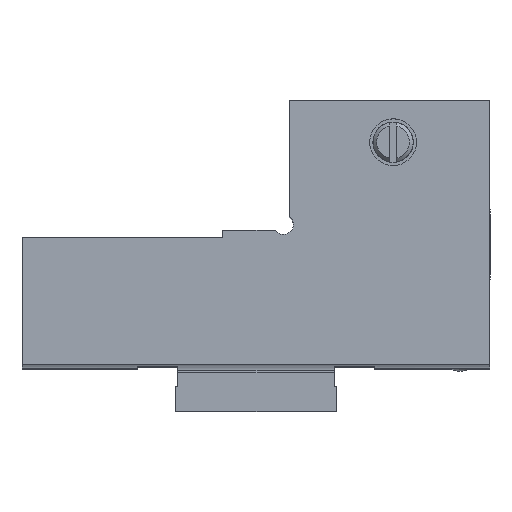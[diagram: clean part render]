
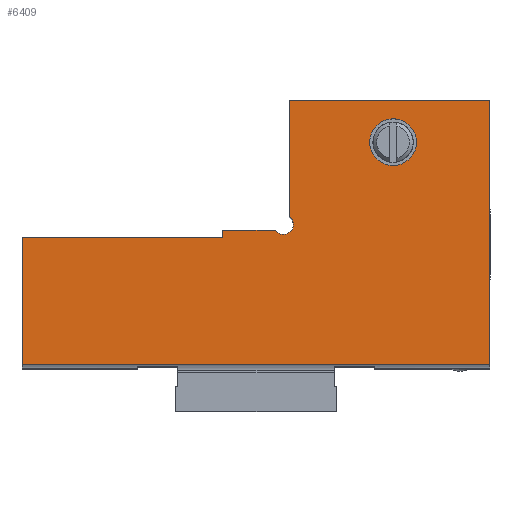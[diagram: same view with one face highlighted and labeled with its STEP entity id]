
A CAD part, top view. The second image highlights one B-rep face of the part: STEP entity #6409.
In plain terms, the highlighted planar face has unit normal (0, 0, 1).
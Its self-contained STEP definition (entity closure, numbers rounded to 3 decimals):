
#125 = CARTESIAN_POINT ( 'NONE',  ( -5., 26., 62.2 ) ) ;
#197 = VERTEX_POINT ( 'NONE', #6779 ) ;
#338 = CIRCLE ( 'NONE', #688, 1.5 ) ;
#383 = CARTESIAN_POINT ( 'NONE',  ( 20.5, 40.2, 62.2 ) ) ;
#396 = VECTOR ( 'NONE', #2442, 1000. ) ;
#408 = ORIENTED_EDGE ( 'NONE', *, *, #3146, .T. ) ;
#434 = DIRECTION ( 'NONE',  ( 0., 1., 0. ) ) ;
#479 = PLANE ( 'NONE',  #4870 ) ;
#637 = AXIS2_PLACEMENT_3D ( 'NONE', #2967, #1756, #1727 ) ;
#661 = CARTESIAN_POINT ( 'NONE',  ( 5., 46.5, 62.2 ) ) ;
#686 = ORIENTED_EDGE ( 'NONE', *, *, #3834, .T. ) ;
#688 = AXIS2_PLACEMENT_3D ( 'NONE', #7155, #5677, #5861 ) ;
#764 = EDGE_CURVE ( 'NONE', #1613, #2227, #990, .T. ) ;
#777 = VECTOR ( 'NONE', #4728, 1000. ) ;
#828 = CARTESIAN_POINT ( 'NONE',  ( 2.879, 27., 62.2 ) ) ;
#854 = LINE ( 'NONE', #6474, #2380 ) ;
#990 = LINE ( 'NONE', #7552, #3911 ) ;
#1009 = DIRECTION ( 'NONE',  ( 0., 0., -1. ) ) ;
#1253 = LINE ( 'NONE', #5500, #2211 ) ;
#1293 = AXIS2_PLACEMENT_3D ( 'NONE', #383, #1009, #4559 ) ;
#1337 = VERTEX_POINT ( 'NONE', #3871 ) ;
#1426 = VERTEX_POINT ( 'NONE', #5868 ) ;
#1613 = VERTEX_POINT ( 'NONE', #6765 ) ;
#1656 = CARTESIAN_POINT ( 'NONE',  ( -35., 26., 62.2 ) ) ;
#1715 = CARTESIAN_POINT ( 'NONE',  ( -35., 0., 62.2 ) ) ;
#1727 = DIRECTION ( 'NONE',  ( 1., 0., 0. ) ) ;
#1756 = DIRECTION ( 'NONE',  ( 0., 0., -1. ) ) ;
#2024 = LINE ( 'NONE', #6640, #396 ) ;
#2099 = LINE ( 'NONE', #828, #5350 ) ;
#2200 = LINE ( 'NONE', #1656, #6207 ) ;
#2211 = VECTOR ( 'NONE', #3591, 1000. ) ;
#2227 = VERTEX_POINT ( 'NONE', #125 ) ;
#2350 = EDGE_CURVE ( 'NONE', #5110, #197, #5467, .T. ) ;
#2380 = VECTOR ( 'NONE', #434, 1000. ) ;
#2442 = DIRECTION ( 'NONE',  ( -1., 0., 0. ) ) ;
#2449 = DIRECTION ( 'NONE',  ( 1., 0., 0. ) ) ;
#2470 = EDGE_CURVE ( 'NONE', #6175, #5037, #3169, .T. ) ;
#2581 = CIRCLE ( 'NONE', #1293, 3.5 ) ;
#2599 = EDGE_CURVE ( 'NONE', #7686, #3656, #6595, .T. ) ;
#2686 = ORIENTED_EDGE ( 'NONE', *, *, #5741, .T. ) ;
#2832 = ORIENTED_EDGE ( 'NONE', *, *, #3113, .T. ) ;
#2921 = CARTESIAN_POINT ( 'NONE',  ( 2.879, 27., 62.2 ) ) ;
#2930 = DIRECTION ( 'NONE',  ( 0., 0., 1. ) ) ;
#2934 = LINE ( 'NONE', #4259, #7315 ) ;
#2967 = CARTESIAN_POINT ( 'NONE',  ( 20.5, 40.2, 62.2 ) ) ;
#2974 = DIRECTION ( 'NONE',  ( 1., 0., 0. ) ) ;
#3113 = EDGE_CURVE ( 'NONE', #7363, #1613, #2024, .T. ) ;
#3146 = EDGE_CURVE ( 'NONE', #1426, #5110, #1253, .T. ) ;
#3155 = CARTESIAN_POINT ( 'NONE',  ( 4.1, 27.9, 62.2 ) ) ;
#3169 = LINE ( 'NONE', #4198, #3984 ) ;
#3266 = EDGE_CURVE ( 'NONE', #4448, #1337, #2581, .T. ) ;
#3267 = ORIENTED_EDGE ( 'NONE', *, *, #6266, .T. ) ;
#3326 = DIRECTION ( 'NONE',  ( 0., -1., 0. ) ) ;
#3381 = FACE_OUTER_BOUND ( 'NONE', #5926, .T. ) ;
#3591 = DIRECTION ( 'NONE',  ( -1., 0., 0. ) ) ;
#3656 = VERTEX_POINT ( 'NONE', #6872 ) ;
#3748 = CARTESIAN_POINT ( 'NONE',  ( 5.161, 28.961, 62.2 ) ) ;
#3796 = AXIS2_PLACEMENT_3D ( 'NONE', #3155, #7384, #2449 ) ;
#3834 = EDGE_CURVE ( 'NONE', #5829, #7363, #2099, .T. ) ;
#3871 = CARTESIAN_POINT ( 'NONE',  ( 17., 40.2, 62.2 ) ) ;
#3911 = VECTOR ( 'NONE', #3326, 1000. ) ;
#3984 = VECTOR ( 'NONE', #2974, 1000. ) ;
#4055 = CARTESIAN_POINT ( 'NONE',  ( 5., 0., 62.2 ) ) ;
#4176 = ORIENTED_EDGE ( 'NONE', *, *, #764, .T. ) ;
#4198 = CARTESIAN_POINT ( 'NONE',  ( -35., 7., 62.2 ) ) ;
#4200 = CARTESIAN_POINT ( 'NONE',  ( 3.039, 26.839, 62.2 ) ) ;
#4259 = CARTESIAN_POINT ( 'NONE',  ( -35., 0., 62.2 ) ) ;
#4316 = DIRECTION ( 'NONE',  ( 0.707, -0.707, 0. ) ) ;
#4317 = DIRECTION ( 'NONE',  ( 0., -1., 0. ) ) ;
#4448 = VERTEX_POINT ( 'NONE', #7260 ) ;
#4461 = VECTOR ( 'NONE', #4316, 1000. ) ;
#4559 = DIRECTION ( 'NONE',  ( 1., 0., 0. ) ) ;
#4561 = ORIENTED_EDGE ( 'NONE', *, *, #7297, .T. ) ;
#4662 = CARTESIAN_POINT ( 'NONE',  ( -35., 26., 62.2 ) ) ;
#4728 = DIRECTION ( 'NONE',  ( 0., -1., 0. ) ) ;
#4737 = DIRECTION ( 'NONE',  ( 1., 0., 0. ) ) ;
#4870 = AXIS2_PLACEMENT_3D ( 'NONE', #1715, #2930, #4737 ) ;
#4894 = CARTESIAN_POINT ( 'NONE',  ( 5., 29.121, 62.2 ) ) ;
#4962 = LINE ( 'NONE', #4894, #4461 ) ;
#5037 = VERTEX_POINT ( 'NONE', #6524 ) ;
#5092 = DIRECTION ( 'NONE',  ( -0.707, 0.707, 0. ) ) ;
#5093 = EDGE_CURVE ( 'NONE', #5619, #6175, #2934, .T. ) ;
#5110 = VERTEX_POINT ( 'NONE', #661 ) ;
#5312 = CARTESIAN_POINT ( 'NONE',  ( -35., 7., 62.2 ) ) ;
#5350 = VECTOR ( 'NONE', #5092, 1000. ) ;
#5397 = CIRCLE ( 'NONE', #637, 3.5 ) ;
#5467 = LINE ( 'NONE', #4055, #777 ) ;
#5500 = CARTESIAN_POINT ( 'NONE',  ( 35., 46.5, 62.2 ) ) ;
#5619 = VERTEX_POINT ( 'NONE', #4662 ) ;
#5677 = DIRECTION ( 'NONE',  ( 0., 0., -1. ) ) ;
#5741 = EDGE_CURVE ( 'NONE', #3656, #5829, #338, .T. ) ;
#5829 = VERTEX_POINT ( 'NONE', #4200 ) ;
#5861 = DIRECTION ( 'NONE',  ( 1., 0., 0. ) ) ;
#5868 = CARTESIAN_POINT ( 'NONE',  ( 35., 46.5, 62.2 ) ) ;
#5926 = EDGE_LOOP ( 'NONE', ( #7066, #6867, #6273, #6180, #408, #7028, #4561, #7254, #2686, #686, #2832, #4176 ) ) ;
#6175 = VERTEX_POINT ( 'NONE', #5312 ) ;
#6180 = ORIENTED_EDGE ( 'NONE', *, *, #7817, .T. ) ;
#6207 = VECTOR ( 'NONE', #7756, 1000. ) ;
#6266 = EDGE_CURVE ( 'NONE', #1337, #4448, #5397, .T. ) ;
#6273 = ORIENTED_EDGE ( 'NONE', *, *, #2470, .T. ) ;
#6347 = EDGE_LOOP ( 'NONE', ( #7602, #3267 ) ) ;
#6409 = ADVANCED_FACE ( 'NONE', ( #6910, #3381 ), #479, .T. ) ;
#6474 = CARTESIAN_POINT ( 'NONE',  ( 35., 7., 62.2 ) ) ;
#6524 = CARTESIAN_POINT ( 'NONE',  ( 35., 7., 62.2 ) ) ;
#6595 = CIRCLE ( 'NONE', #3796, 1.5 ) ;
#6640 = CARTESIAN_POINT ( 'NONE',  ( -35., 27., 62.2 ) ) ;
#6765 = CARTESIAN_POINT ( 'NONE',  ( -5., 27., 62.2 ) ) ;
#6779 = CARTESIAN_POINT ( 'NONE',  ( 5., 29.121, 62.2 ) ) ;
#6867 = ORIENTED_EDGE ( 'NONE', *, *, #5093, .T. ) ;
#6872 = CARTESIAN_POINT ( 'NONE',  ( 5.6, 27.9, 62.2 ) ) ;
#6910 = FACE_BOUND ( 'NONE', #6347, .T. ) ;
#7028 = ORIENTED_EDGE ( 'NONE', *, *, #2350, .T. ) ;
#7037 = EDGE_CURVE ( 'NONE', #2227, #5619, #2200, .T. ) ;
#7066 = ORIENTED_EDGE ( 'NONE', *, *, #7037, .T. ) ;
#7155 = CARTESIAN_POINT ( 'NONE',  ( 4.1, 27.9, 62.2 ) ) ;
#7254 = ORIENTED_EDGE ( 'NONE', *, *, #2599, .T. ) ;
#7260 = CARTESIAN_POINT ( 'NONE',  ( 24., 40.2, 62.2 ) ) ;
#7297 = EDGE_CURVE ( 'NONE', #197, #7686, #4962, .T. ) ;
#7315 = VECTOR ( 'NONE', #4317, 1000. ) ;
#7363 = VERTEX_POINT ( 'NONE', #2921 ) ;
#7384 = DIRECTION ( 'NONE',  ( 0., 0., -1. ) ) ;
#7552 = CARTESIAN_POINT ( 'NONE',  ( -5., 26., 62.2 ) ) ;
#7602 = ORIENTED_EDGE ( 'NONE', *, *, #3266, .T. ) ;
#7686 = VERTEX_POINT ( 'NONE', #3748 ) ;
#7756 = DIRECTION ( 'NONE',  ( -1., 0., 0. ) ) ;
#7817 = EDGE_CURVE ( 'NONE', #5037, #1426, #854, .T. ) ;
